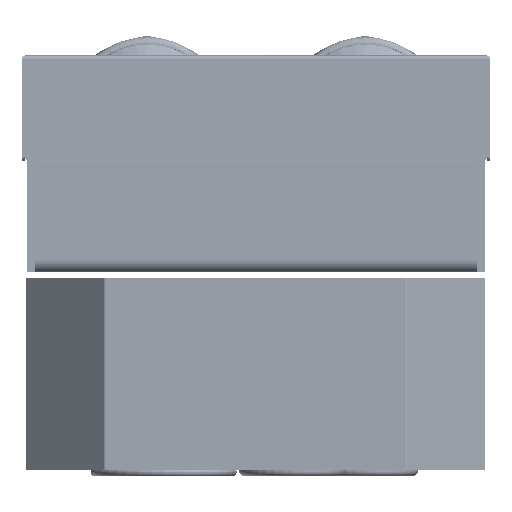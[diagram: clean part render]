
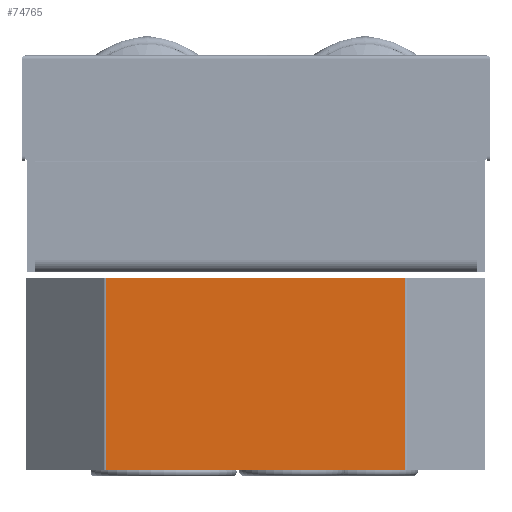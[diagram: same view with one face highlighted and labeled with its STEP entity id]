
A CAD part, left-side view. The second image highlights one B-rep face of the part: STEP entity #74765.
In plain terms, the highlighted planar face has unit normal (-1, 0, 0).
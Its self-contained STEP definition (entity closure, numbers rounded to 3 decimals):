
#2138=PLANE('',#78788);
#3639=FACE_OUTER_BOUND('',#7609,.T.);
#7609=EDGE_LOOP('',(#47233,#47234,#47235,#47236));
#12567=LINE('',#113187,#17248);
#12684=LINE('',#113485,#17365);
#12685=LINE('',#113488,#17366);
#12686=LINE('',#113489,#17367);
#17248=VECTOR('',#88641,10.);
#17365=VECTOR('',#88922,10.);
#17366=VECTOR('',#88925,10.);
#17367=VECTOR('',#88926,10.);
#27959=VERTEX_POINT('',#113184);
#27960=VERTEX_POINT('',#113186);
#28059=VERTEX_POINT('',#113483);
#28060=VERTEX_POINT('',#113487);
#35478=EDGE_CURVE('',#27960,#27959,#12567,.T.);
#35628=EDGE_CURVE('',#27959,#28059,#12684,.T.);
#35629=EDGE_CURVE('',#28060,#28059,#12685,.T.);
#35630=EDGE_CURVE('',#27960,#28060,#12686,.T.);
#47233=ORIENTED_EDGE('',*,*,#35478,.T.);
#47234=ORIENTED_EDGE('',*,*,#35628,.T.);
#47235=ORIENTED_EDGE('',*,*,#35629,.F.);
#47236=ORIENTED_EDGE('',*,*,#35630,.F.);
#74765=ADVANCED_FACE('',(#3639),#2138,.T.);
#78788=AXIS2_PLACEMENT_3D('',#113486,#88923,#88924);
#88641=DIRECTION('',(0.,-1.,0.));
#88922=DIRECTION('',(0.,0.,1.));
#88923=DIRECTION('center_axis',(-1.,0.,0.));
#88924=DIRECTION('ref_axis',(0.,-1.,0.));
#88925=DIRECTION('',(0.,-1.,0.));
#88926=DIRECTION('',(0.,0.,1.));
#113184=CARTESIAN_POINT('',(-440.275,-255.524,-25.524));
#113186=CARTESIAN_POINT('',(-440.275,-136.352,-25.524));
#113187=CARTESIAN_POINT('',(-440.275,-136.352,-25.524));
#113483=CARTESIAN_POINT('',(-440.275,-255.524,50.976));
#113485=CARTESIAN_POINT('',(-440.275,-255.524,-25.524));
#113486=CARTESIAN_POINT('Origin',(-440.275,-136.352,-25.524));
#113487=CARTESIAN_POINT('',(-440.275,-136.352,50.976));
#113488=CARTESIAN_POINT('',(-440.275,-136.352,50.976));
#113489=CARTESIAN_POINT('',(-440.275,-136.352,-25.524));
